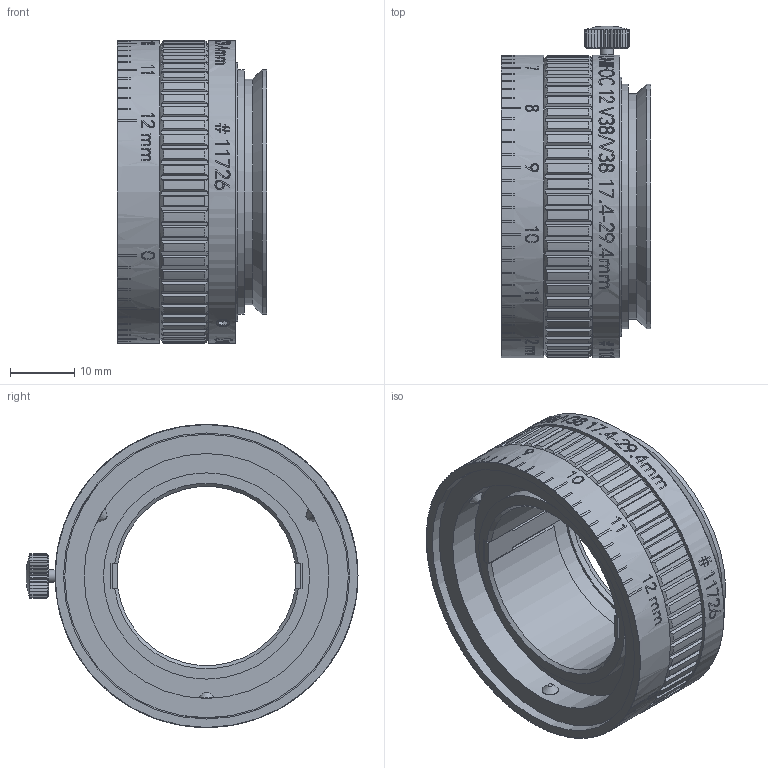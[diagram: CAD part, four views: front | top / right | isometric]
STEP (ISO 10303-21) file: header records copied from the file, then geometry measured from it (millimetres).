
FILE_DESCRIPTION(/* description */ (''),/* implementation_level */ '2;1');
FILE_NAME(/* name */ '11726_00166243_001.stp',/* time_stamp */ '2022-03-31T14:26:22+02:00',/* author */ (''),/* organization */ (''),/* preprocessor_version */ 'ST-DEVELOPER v16',/* originating_system */ 'SIEMENS PLM Software NX 10.0',/* authorisation */ '');
FILE_SCHEMA (('AP203_CONFIGURATION_CONTROLLED_3D_DESIGN_OF_MECHANICAL_PARTS_AND_ASSEMBLIES_MIM_LF { 1 0 10303 403 2 1 2}'));
Length unit declared in the file: millimetre
Products named in the file (1): Froe16D08286lgph
Bounding box: 23.2 x 51.52 x 47 mm (x, y, z)
Volume: 19259.9 mm3; surface area: 11964.7 mm2
Topology: 1 solids, 3 shells, 732 faces, 2460 edges, 1853 vertices
Faces by surface type: plane 407, cylinder 300, cone 24, sphere 1
Full cylindrical faces by diameter (mm): 2 x5, 2.05 x3, 2.1 x2, 2.5 x3, 32 x1, 35 x1, 38 x3, 40.2 x1, 40.6 x1, 43.697 x1, 44 x1, 44.4 x1, 47 x4
Entity records: 29249 total; most frequent: CARTESIAN_POINT 9561, ORIENTED_EDGE 4663, DIRECTION 3204, EDGE_CURVE 2395, VERTEX_POINT 1833, AXIS2_PLACEMENT_3D 1220, B_SPLINE_CURVE_WITH_KNOTS 984, EDGE_LOOP 903
